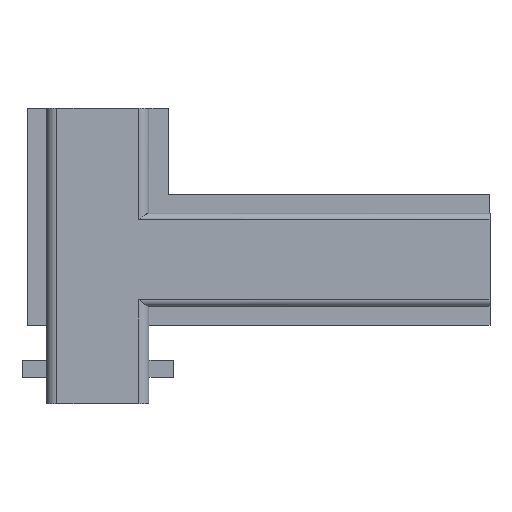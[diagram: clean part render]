
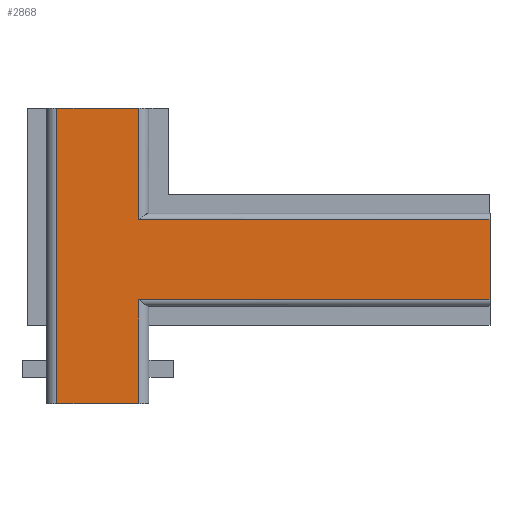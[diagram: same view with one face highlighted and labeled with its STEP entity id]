
A CAD part, left-side view. The second image highlights one B-rep face of the part: STEP entity #2868.
In plain terms, the highlighted planar face has unit normal (-1, 0, 0).
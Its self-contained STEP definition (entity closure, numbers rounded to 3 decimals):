
#256=FACE_OUTER_BOUND('',#405,.T.);
#405=EDGE_LOOP('',(#2218,#2219,#2220,#2221,#2222,#2223,#2224,#2225));
#575=LINE('',#4260,#893);
#620=LINE('',#4426,#938);
#622=LINE('',#4431,#940);
#638=LINE('',#4495,#956);
#639=LINE('',#4509,#957);
#640=LINE('',#4512,#958);
#641=LINE('',#4514,#959);
#642=LINE('',#4515,#960);
#893=VECTOR('',#3383,10.);
#938=VECTOR('',#3502,10.);
#940=VECTOR('',#3506,10.);
#956=VECTOR('',#3594,10.);
#957=VECTOR('',#3597,10.);
#958=VECTOR('',#3602,10.);
#959=VECTOR('',#3605,10.);
#960=VECTOR('',#3606,10.);
#1212=VERTEX_POINT('',#4257);
#1213=VERTEX_POINT('',#4259);
#1247=VERTEX_POINT('',#4411);
#1249=VERTEX_POINT('',#4415);
#1251=VERTEX_POINT('',#4430);
#1263=VERTEX_POINT('',#4493);
#1264=VERTEX_POINT('',#4497);
#1265=VERTEX_POINT('',#4508);
#1520=EDGE_CURVE('',#1212,#1213,#575,.F.);
#1582=EDGE_CURVE('',#1249,#1247,#620,.T.);
#1584=EDGE_CURVE('',#1251,#1247,#622,.T.);
#1616=EDGE_CURVE('',#1263,#1249,#638,.T.);
#1618=EDGE_CURVE('',#1264,#1265,#639,.T.);
#1620=EDGE_CURVE('',#1251,#1212,#640,.T.);
#1621=EDGE_CURVE('',#1263,#1265,#641,.T.);
#1622=EDGE_CURVE('',#1213,#1264,#642,.T.);
#2218=ORIENTED_EDGE('',*,*,#1620,.F.);
#2219=ORIENTED_EDGE('',*,*,#1584,.T.);
#2220=ORIENTED_EDGE('',*,*,#1582,.F.);
#2221=ORIENTED_EDGE('',*,*,#1616,.F.);
#2222=ORIENTED_EDGE('',*,*,#1621,.T.);
#2223=ORIENTED_EDGE('',*,*,#1618,.F.);
#2224=ORIENTED_EDGE('',*,*,#1622,.F.);
#2225=ORIENTED_EDGE('',*,*,#1520,.F.);
#2749=PLANE('',#3072);
#2868=ADVANCED_FACE('',(#256),#2749,.T.);
#3072=AXIS2_PLACEMENT_3D('',#4513,#3603,#3604);
#3383=DIRECTION('',(0.,1.,0.));
#3502=DIRECTION('',(0.,0.,-1.));
#3506=DIRECTION('',(0.,-1.,0.));
#3594=DIRECTION('',(0.,1.,0.));
#3597=DIRECTION('',(0.,-1.,0.));
#3602=DIRECTION('',(0.,0.,1.));
#3603=DIRECTION('center_axis',(-1.,0.,0.));
#3604=DIRECTION('ref_axis',(0.,0.,1.));
#3605=DIRECTION('',(0.,0.,1.));
#3606=DIRECTION('',(0.,0.,-1.));
#4257=CARTESIAN_POINT('',(-3.75,3.455,23.098));
#4259=CARTESIAN_POINT('',(-3.75,-2.945,23.098));
#4260=CARTESIAN_POINT('',(-3.75,-8.487,23.098));
#4411=CARTESIAN_POINT('',(-3.75,-2.945,0.));
#4415=CARTESIAN_POINT('',(-3.75,-2.945,8.125));
#4426=CARTESIAN_POINT('',(-3.75,-2.945,16.558));
#4430=CARTESIAN_POINT('',(-3.75,3.455,0.));
#4431=CARTESIAN_POINT('',(-3.75,4.255,0.));
#4493=CARTESIAN_POINT('',(-3.75,-30.39,8.125));
#4495=CARTESIAN_POINT('',(-3.75,-24.504,8.125));
#4497=CARTESIAN_POINT('',(-3.75,-2.945,14.375));
#4508=CARTESIAN_POINT('',(-3.75,-30.39,14.375));
#4509=CARTESIAN_POINT('',(-3.75,-10.665,14.375));
#4512=CARTESIAN_POINT('',(-3.75,3.455,5.625));
#4513=CARTESIAN_POINT('Origin',(-3.75,-17.584,11.25));
#4514=CARTESIAN_POINT('',(-3.75,-30.39,11.25));
#4515=CARTESIAN_POINT('',(-3.75,-2.945,16.558));
